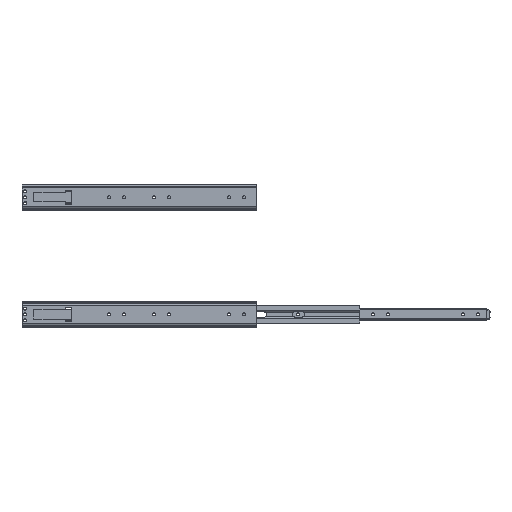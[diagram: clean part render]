
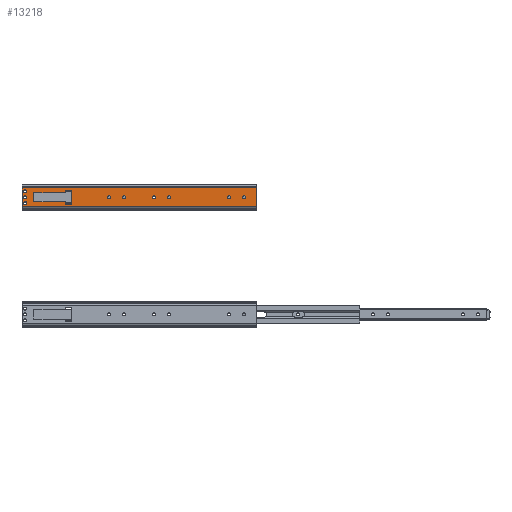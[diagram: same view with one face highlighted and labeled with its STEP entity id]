
A CAD part, top view. The second image highlights one B-rep face of the part: STEP entity #13218.
In plain terms, the highlighted face is planar.
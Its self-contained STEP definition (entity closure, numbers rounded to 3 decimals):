
#8506=CARTESIAN_POINT('',(-317.3,0.,0.));
#8507=VERTEX_POINT('',#8506);
#8508=CARTESIAN_POINT('',(-314.0,0.,0.0));
#8509=DIRECTION('',(0.0,0.0,1.0));
#8510=DIRECTION('',(1.0,0.0,0.0));
#8511=AXIS2_PLACEMENT_3D('',#8508,#8509,#8510);
#8512=CIRCLE('',#8511,3.3);
#8513=EDGE_CURVE('',#8507,#8507,#8512,.T.);
#8534=CARTESIAN_POINT('',(-285.3,0.,0.));
#8535=VERTEX_POINT('',#8534);
#8536=CARTESIAN_POINT('',(-282.0,0.,0.0));
#8537=DIRECTION('',(0.0,0.0,1.0));
#8538=DIRECTION('',(1.0,0.0,0.0));
#8539=AXIS2_PLACEMENT_3D('',#8536,#8537,#8538);
#8540=CIRCLE('',#8539,3.3);
#8541=EDGE_CURVE('',#8535,#8535,#8540,.T.);
#8562=CARTESIAN_POINT('',(-496.8,-12.5,0.));
#8563=VERTEX_POINT('',#8562);
#8564=CARTESIAN_POINT('',(-493.5,-12.5,0.0));
#8565=DIRECTION('',(0.0,0.0,1.0));
#8566=DIRECTION('',(1.0,0.0,0.0));
#8567=AXIS2_PLACEMENT_3D('',#8564,#8565,#8566);
#8568=CIRCLE('',#8567,3.3);
#8569=EDGE_CURVE('',#8563,#8563,#8568,.T.);
#8590=CARTESIAN_POINT('',(-496.8,0.,0.));
#8591=VERTEX_POINT('',#8590);
#8592=CARTESIAN_POINT('',(-493.5,0.,0.0));
#8593=DIRECTION('',(0.0,0.0,1.0));
#8594=DIRECTION('',(1.0,0.0,0.0));
#8595=AXIS2_PLACEMENT_3D('',#8592,#8593,#8594);
#8596=CIRCLE('',#8595,3.3);
#8597=EDGE_CURVE('',#8591,#8591,#8596,.T.);
#8618=CARTESIAN_POINT('',(-496.8,12.5,0.));
#8619=VERTEX_POINT('',#8618);
#8620=CARTESIAN_POINT('',(-493.5,12.5,0.0));
#8621=DIRECTION('',(0.0,0.0,1.0));
#8622=DIRECTION('',(1.0,0.0,0.0));
#8623=AXIS2_PLACEMENT_3D('',#8620,#8621,#8622);
#8624=CIRCLE('',#8623,3.3);
#8625=EDGE_CURVE('',#8619,#8619,#8624,.T.);
#8646=CARTESIAN_POINT('',(-221.3,0.,0.));
#8647=VERTEX_POINT('',#8646);
#8648=CARTESIAN_POINT('',(-218.0,0.,0.0));
#8649=DIRECTION('',(0.0,0.0,1.0));
#8650=DIRECTION('',(1.0,0.0,0.0));
#8651=AXIS2_PLACEMENT_3D('',#8648,#8649,#8650);
#8652=CIRCLE('',#8651,3.3);
#8653=EDGE_CURVE('',#8647,#8647,#8652,.T.);
#8674=CARTESIAN_POINT('',(-189.3,0.,0.));
#8675=VERTEX_POINT('',#8674);
#8676=CARTESIAN_POINT('',(-186.0,0.,0.0));
#8677=DIRECTION('',(0.0,0.0,1.0));
#8678=DIRECTION('',(1.0,0.0,0.0));
#8679=AXIS2_PLACEMENT_3D('',#8676,#8677,#8678);
#8680=CIRCLE('',#8679,3.3);
#8681=EDGE_CURVE('',#8675,#8675,#8680,.T.);
#8702=CARTESIAN_POINT('',(-61.3,0.,0.));
#8703=VERTEX_POINT('',#8702);
#8704=CARTESIAN_POINT('',(-58.,0.,0.0));
#8705=DIRECTION('',(0.0,0.0,1.0));
#8706=DIRECTION('',(1.0,0.0,0.0));
#8707=AXIS2_PLACEMENT_3D('',#8704,#8705,#8706);
#8708=CIRCLE('',#8707,3.3);
#8709=EDGE_CURVE('',#8703,#8703,#8708,.T.);
#8730=CARTESIAN_POINT('',(-29.3,0.,0.));
#8731=VERTEX_POINT('',#8730);
#8732=CARTESIAN_POINT('',(-26.,0.,0.0));
#8733=DIRECTION('',(0.0,0.0,1.0));
#8734=DIRECTION('',(1.0,0.0,0.0));
#8735=AXIS2_PLACEMENT_3D('',#8732,#8733,#8734);
#8736=CIRCLE('',#8735,3.3);
#8737=EDGE_CURVE('',#8731,#8731,#8736,.T.);
#12407=CARTESIAN_POINT('',(-474.5,9.9,0.0));
#12408=VERTEX_POINT('',#12407);
#12409=CARTESIAN_POINT('',(-474.5,-9.9,0.0));
#12410=VERTEX_POINT('',#12409);
#12411=CARTESIAN_POINT('',(-474.5,9.9,0.0));
#12412=DIRECTION('',(0.0,-1.0,0.0));
#12413=VECTOR('',#12412,19.8);
#12414=LINE('',#12411,#12413);
#12415=EDGE_CURVE('',#12408,#12410,#12414,.T.);
#12438=CARTESIAN_POINT('',(-408.,-9.9,0.0));
#12439=VERTEX_POINT('',#12438);
#12440=CARTESIAN_POINT('',(-474.5,-9.9,0.0));
#12441=DIRECTION('',(1.0,0.0,0.0));
#12442=VECTOR('',#12441,66.5);
#12443=LINE('',#12440,#12442);
#12444=EDGE_CURVE('',#12410,#12439,#12443,.T.);
#12462=CARTESIAN_POINT('',(-408.,-15.25,0.0));
#12463=VERTEX_POINT('',#12462);
#12464=CARTESIAN_POINT('',(-408.,-9.9,0.0));
#12465=DIRECTION('',(0.0,-1.0,0.0));
#12466=VECTOR('',#12465,5.35);
#12467=LINE('',#12464,#12466);
#12468=EDGE_CURVE('',#12439,#12463,#12467,.T.);
#12487=CARTESIAN_POINT('',(-394.5,-15.25,0.0));
#12488=VERTEX_POINT('',#12487);
#12489=CARTESIAN_POINT('',(-408.,-15.25,0.0));
#12490=DIRECTION('',(1.0,0.0,0.0));
#12491=VECTOR('',#12490,13.5);
#12492=LINE('',#12489,#12491);
#12493=EDGE_CURVE('',#12463,#12488,#12492,.T.);
#12511=CARTESIAN_POINT('',(-408.,9.9,0.0));
#12512=VERTEX_POINT('',#12511);
#12513=CARTESIAN_POINT('',(-408.,9.9,0.0));
#12514=DIRECTION('',(-1.0,0.0,0.0));
#12515=VECTOR('',#12514,66.5);
#12516=LINE('',#12513,#12515);
#12517=EDGE_CURVE('',#12512,#12408,#12516,.T.);
#12535=CARTESIAN_POINT('',(-408.,15.25,0.0));
#12536=VERTEX_POINT('',#12535);
#12537=CARTESIAN_POINT('',(-408.,15.25,0.0));
#12538=DIRECTION('',(0.0,-1.0,0.0));
#12539=VECTOR('',#12538,5.35);
#12540=LINE('',#12537,#12539);
#12541=EDGE_CURVE('',#12536,#12512,#12540,.T.);
#12560=CARTESIAN_POINT('',(-394.5,15.25,0.0));
#12561=VERTEX_POINT('',#12560);
#12562=CARTESIAN_POINT('',(-394.5,-15.25,0.0));
#12563=DIRECTION('',(0.0,1.0,0.0));
#12564=VECTOR('',#12563,30.5);
#12565=LINE('',#12562,#12564);
#12566=EDGE_CURVE('',#12488,#12561,#12565,.T.);
#12586=CARTESIAN_POINT('',(-394.5,15.25,0.0));
#12587=DIRECTION('',(-1.0,0.0,0.0));
#12588=VECTOR('',#12587,13.5);
#12589=LINE('',#12586,#12588);
#12590=EDGE_CURVE('',#12561,#12536,#12589,.T.);
#12842=CARTESIAN_POINT('',(-500.0,19.798,0.0));
#12843=VERTEX_POINT('',#12842);
#12859=CARTESIAN_POINT('',(0.,19.798,0.0));
#12860=VERTEX_POINT('',#12859);
#12868=CARTESIAN_POINT('',(-500.0,19.798,0.0));
#12869=DIRECTION('',(1.0,0.0,0.0));
#12870=VECTOR('',#12869,500.0);
#12871=LINE('',#12868,#12870);
#12872=EDGE_CURVE('',#12843,#12860,#12871,.T.);
#12975=CARTESIAN_POINT('',(-500.0,-19.798,0.0));
#12976=VERTEX_POINT('',#12975);
#12984=CARTESIAN_POINT('',(0.,-19.798,0.0));
#12985=VERTEX_POINT('',#12984);
#12986=CARTESIAN_POINT('',(-500.0,-19.798,0.0));
#12987=DIRECTION('',(1.0,0.0,0.0));
#12988=VECTOR('',#12987,500.0);
#12989=LINE('',#12986,#12988);
#12990=EDGE_CURVE('',#12976,#12985,#12989,.T.);
#13160=CARTESIAN_POINT('',(-250.,0.,0.0));
#13161=DIRECTION('',(0.0,0.0,1.0));
#13162=DIRECTION('',(1.0,0.0,0.0));
#13163=AXIS2_PLACEMENT_3D('',#13160,#13161,#13162);
#13164=PLANE('',#13163);
#13165=ORIENTED_EDGE('',*,*,#12872,.T.);
#13166=CARTESIAN_POINT('',(0.,19.798,0.0));
#13167=DIRECTION('',(0.0,-1.0,0.0));
#13168=VECTOR('',#13167,39.595);
#13169=LINE('',#13166,#13168);
#13170=EDGE_CURVE('',#12860,#12985,#13169,.T.);
#13171=ORIENTED_EDGE('',*,*,#13170,.T.);
#13172=ORIENTED_EDGE('',*,*,#12990,.F.);
#13173=CARTESIAN_POINT('',(-500.0,-19.798,0.0));
#13174=DIRECTION('',(0.0,1.0,0.0));
#13175=VECTOR('',#13174,39.595);
#13176=LINE('',#13173,#13175);
#13177=EDGE_CURVE('',#12976,#12843,#13176,.T.);
#13178=ORIENTED_EDGE('',*,*,#13177,.T.);
#13179=EDGE_LOOP('',(#13165,#13171,#13172,#13178));
#13180=FACE_OUTER_BOUND('',#13179,.T.);
#13181=ORIENTED_EDGE('',*,*,#8513,.T.);
#13182=EDGE_LOOP('',(#13181));
#13183=FACE_BOUND('',#13182,.T.);
#13184=ORIENTED_EDGE('',*,*,#8541,.T.);
#13185=EDGE_LOOP('',(#13184));
#13186=FACE_BOUND('',#13185,.T.);
#13187=ORIENTED_EDGE('',*,*,#8569,.T.);
#13188=EDGE_LOOP('',(#13187));
#13189=FACE_BOUND('',#13188,.T.);
#13190=ORIENTED_EDGE('',*,*,#8597,.T.);
#13191=EDGE_LOOP('',(#13190));
#13192=FACE_BOUND('',#13191,.T.);
#13193=ORIENTED_EDGE('',*,*,#8625,.T.);
#13194=EDGE_LOOP('',(#13193));
#13195=FACE_BOUND('',#13194,.T.);
#13196=ORIENTED_EDGE('',*,*,#8653,.T.);
#13197=EDGE_LOOP('',(#13196));
#13198=FACE_BOUND('',#13197,.T.);
#13199=ORIENTED_EDGE('',*,*,#8681,.T.);
#13200=EDGE_LOOP('',(#13199));
#13201=FACE_BOUND('',#13200,.T.);
#13202=ORIENTED_EDGE('',*,*,#8709,.T.);
#13203=EDGE_LOOP('',(#13202));
#13204=FACE_BOUND('',#13203,.T.);
#13205=ORIENTED_EDGE('',*,*,#8737,.T.);
#13206=EDGE_LOOP('',(#13205));
#13207=FACE_BOUND('',#13206,.T.);
#13208=ORIENTED_EDGE('',*,*,#12566,.T.);
#13209=ORIENTED_EDGE('',*,*,#12590,.T.);
#13210=ORIENTED_EDGE('',*,*,#12541,.T.);
#13211=ORIENTED_EDGE('',*,*,#12517,.T.);
#13212=ORIENTED_EDGE('',*,*,#12415,.T.);
#13213=ORIENTED_EDGE('',*,*,#12444,.T.);
#13214=ORIENTED_EDGE('',*,*,#12468,.T.);
#13215=ORIENTED_EDGE('',*,*,#12493,.T.);
#13216=EDGE_LOOP('',(#13208,#13209,#13210,#13211,#13212,#13213,#13214,#13215));
#13217=FACE_BOUND('',#13216,.T.);
#13218=ADVANCED_FACE('',(#13180,#13183,#13186,#13189,#13192,#13195,#13198,#13201,#13204,#13207,#13217),#13164,.F.);
